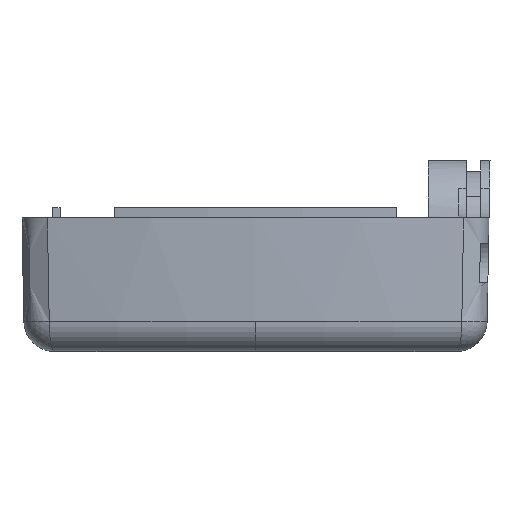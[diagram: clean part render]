
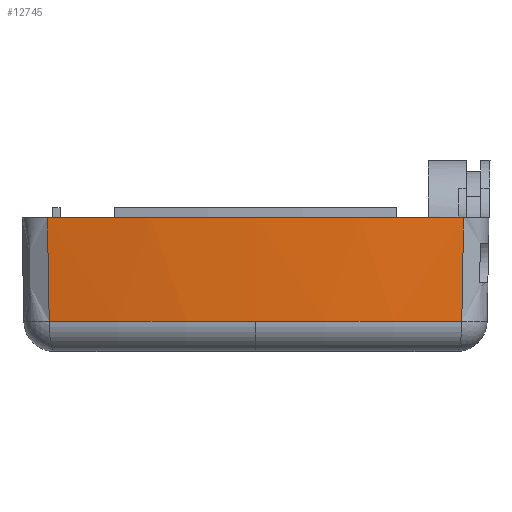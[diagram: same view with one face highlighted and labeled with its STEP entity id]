
A CAD part, left-side view. The second image highlights one B-rep face of the part: STEP entity #12745.
In plain terms, the highlighted conical face has half-angle 1 degrees and reference radius 114.222 mm.
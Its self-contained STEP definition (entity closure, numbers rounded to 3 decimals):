
#383 = CARTESIAN_POINT ( 'NONE',  ( -32.977, -20.243, 13. ) ) ;
#612 = ORIENTED_EDGE ( 'NONE', *, *, #12549, .T. ) ;
#804 = DIRECTION ( 'NONE',  ( 0., 0., 1. ) ) ;
#847 = CARTESIAN_POINT ( 'NONE',  ( -32.849, 20.085, 4.144 ) ) ;
#905 = CIRCLE ( 'NONE', #3060, 114.273 ) ;
#993 = CARTESIAN_POINT ( 'NONE',  ( -32.886, 20.13, 6.691 ) ) ;
#1112 = AXIS2_PLACEMENT_3D ( 'NONE', #6426, #804, #4498 ) ;
#1431 = DIRECTION ( 'NONE',  ( 0., 0., 1. ) ) ;
#2175 = AXIS2_PLACEMENT_3D ( 'NONE', #14569, #7808, #11095 ) ;
#3060 = AXIS2_PLACEMENT_3D ( 'NONE', #12471, #1431, #13725 ) ;
#3122 = VERTEX_POINT ( 'NONE', #9445 ) ;
#3652 = B_SPLINE_CURVE_WITH_KNOTS ( 'NONE', 3,
 ( #10851, #12171, #7653, #8631, #6514, #993, #14360, #12030, #847, #5429 ),
 .UNSPECIFIED., .F., .F.,
 ( 4, 3, 3, 4 ),
 ( 0., 0.006, 0.006, 0.01 ),
 .UNSPECIFIED. ) ;
#3965 = VERTEX_POINT ( 'NONE', #13984 ) ;
#3974 = VERTEX_POINT ( 'NONE', #11303 ) ;
#4125 = EDGE_CURVE ( 'NONE', #3965, #4728, #3652, .T. ) ;
#4192 = EDGE_CURVE ( 'NONE', #3965, #3974, #11268, .T. ) ;
#4313 = EDGE_CURVE ( 'NONE', #4728, #7358, #905, .T. ) ;
#4498 = DIRECTION ( 'NONE',  ( -1., 0., 0. ) ) ;
#4512 = DIRECTION ( 'NONE',  ( 0., 0., 1. ) ) ;
#4728 = VERTEX_POINT ( 'NONE', #5369 ) ;
#5168 = CONICAL_SURFACE ( 'NONE', #9170, 114.222, 0.017 ) ;
#5369 = CARTESIAN_POINT ( 'NONE',  ( -32.831, 20.064, 2.948 ) ) ;
#5429 = CARTESIAN_POINT ( 'NONE',  ( -32.831, 20.064, 2.948 ) ) ;
#5946 = CARTESIAN_POINT ( 'NONE',  ( -32.831, -20.064, 2.948 ) ) ;
#6263 = ORIENTED_EDGE ( 'NONE', *, *, #9499, .T. ) ;
#6426 = CARTESIAN_POINT ( 'NONE',  ( 79.667, 0., 13. ) ) ;
#6514 = CARTESIAN_POINT ( 'NONE',  ( -32.888, 20.133, 6.846 ) ) ;
#7090 = CARTESIAN_POINT ( 'NONE',  ( -32.958, -20.219, 11.649 ) ) ;
#7232 = CARTESIAN_POINT ( 'NONE',  ( -32.919, -20.171, 8.946 ) ) ;
#7358 = VERTEX_POINT ( 'NONE', #11586 ) ;
#7362 = CIRCLE ( 'NONE', #2175, 114.273 ) ;
#7653 = CARTESIAN_POINT ( 'NONE',  ( -32.919, 20.172, 9.001 ) ) ;
#7808 = DIRECTION ( 'NONE',  ( 0., 0., 1. ) ) ;
#8366 = ORIENTED_EDGE ( 'NONE', *, *, #4125, .T. ) ;
#8631 = CARTESIAN_POINT ( 'NONE',  ( -32.89, 20.136, 7.002 ) ) ;
#9053 = DIRECTION ( 'NONE',  ( 1., 0., 0. ) ) ;
#9170 = AXIS2_PLACEMENT_3D ( 'NONE', #11260, #4512, #9053 ) ;
#9445 = CARTESIAN_POINT ( 'NONE',  ( -32.831, -20.064, 2.948 ) ) ;
#9499 = EDGE_CURVE ( 'NONE', #7358, #3122, #7362, .T. ) ;
#9580 = B_SPLINE_CURVE_WITH_KNOTS ( 'NONE', 3,
 ( #5946, #12832, #10517, #7232, #13852, #7090, #383 ),
 .UNSPECIFIED., .F., .F.,
 ( 4, 3, 4 ),
 ( 0., 0.006, 0.01 ),
 .UNSPECIFIED. ) ;
#9748 = FACE_OUTER_BOUND ( 'NONE', #12107, .T. ) ;
#10517 = CARTESIAN_POINT ( 'NONE',  ( -32.889, -20.135, 6.947 ) ) ;
#10851 = CARTESIAN_POINT ( 'NONE',  ( -32.977, 20.243, 13. ) ) ;
#11095 = DIRECTION ( 'NONE',  ( 1., 0., 0. ) ) ;
#11260 = CARTESIAN_POINT ( 'NONE',  ( 79.667, 0., 0. ) ) ;
#11268 = CIRCLE ( 'NONE', #1112, 114.448 ) ;
#11303 = CARTESIAN_POINT ( 'NONE',  ( -32.977, -20.243, 13. ) ) ;
#11586 = CARTESIAN_POINT ( 'NONE',  ( -34.606, 0., 2.948 ) ) ;
#12030 = CARTESIAN_POINT ( 'NONE',  ( -32.866, 20.106, 5.34 ) ) ;
#12107 = EDGE_LOOP ( 'NONE', ( #12237, #8366, #12612, #6263, #612 ) ) ;
#12171 = CARTESIAN_POINT ( 'NONE',  ( -32.948, 20.207, 11.001 ) ) ;
#12237 = ORIENTED_EDGE ( 'NONE', *, *, #4192, .F. ) ;
#12471 = CARTESIAN_POINT ( 'NONE',  ( 79.667, 0., 2.948 ) ) ;
#12549 = EDGE_CURVE ( 'NONE', #3122, #3974, #9580, .T. ) ;
#12612 = ORIENTED_EDGE ( 'NONE', *, *, #4313, .T. ) ;
#12745 = ADVANCED_FACE ( 'NONE', ( #9748 ), #5168, .T. ) ;
#12832 = CARTESIAN_POINT ( 'NONE',  ( -32.86, -20.099, 4.947 ) ) ;
#13725 = DIRECTION ( 'NONE',  ( 1., 0., 0. ) ) ;
#13852 = CARTESIAN_POINT ( 'NONE',  ( -32.938, -20.195, 10.297 ) ) ;
#13984 = CARTESIAN_POINT ( 'NONE',  ( -32.977, 20.243, 13. ) ) ;
#14360 = CARTESIAN_POINT ( 'NONE',  ( -32.884, 20.128, 6.536 ) ) ;
#14569 = CARTESIAN_POINT ( 'NONE',  ( 79.667, 0., 2.948 ) ) ;
